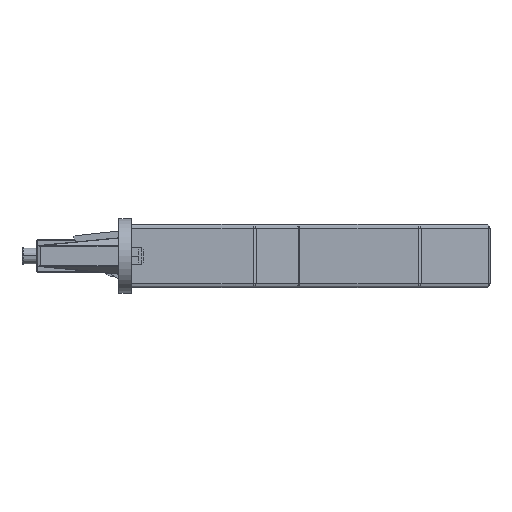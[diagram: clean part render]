
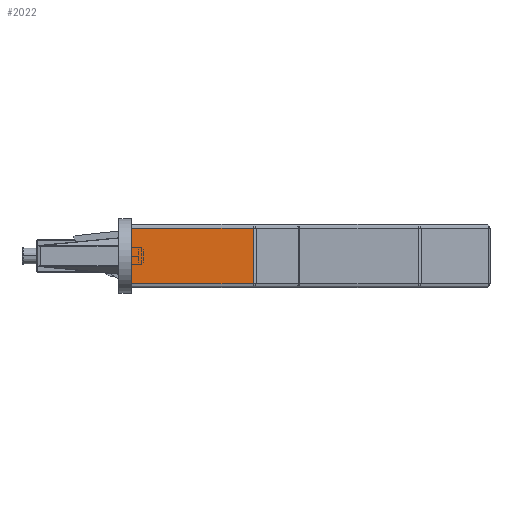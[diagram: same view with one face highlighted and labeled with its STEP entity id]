
A CAD part, front view. The second image highlights one B-rep face of the part: STEP entity #2022.
In plain terms, the highlighted planar face has unit normal (0, -1, 0).
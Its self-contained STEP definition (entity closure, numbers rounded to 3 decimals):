
#301 = DIRECTION ( 'NONE',  ( -1., 0., 0. ) ) ;
#1168 = ORIENTED_EDGE ( 'NONE', *, *, #15386, .T. ) ;
#1326 = CARTESIAN_POINT ( 'NONE',  ( 16.086, -33.75, -2.25 ) ) ;
#1813 = AXIS2_PLACEMENT_3D ( 'NONE', #5001, #17532, #17293 ) ;
#2022 = ADVANCED_FACE ( 'NONE', ( #18940 ), #15653, .F. ) ;
#2224 = DIRECTION ( 'NONE',  ( 1., 0., 0. ) ) ;
#3025 = VERTEX_POINT ( 'NONE', #7883 ) ;
#4511 = ORIENTED_EDGE ( 'NONE', *, *, #11260, .T. ) ;
#5001 = CARTESIAN_POINT ( 'NONE',  ( 27.3, -33.75, 12.25 ) ) ;
#5040 = CARTESIAN_POINT ( 'NONE',  ( -13.5, -33.75, 12.25 ) ) ;
#5484 = VECTOR ( 'NONE', #301, 1000. ) ;
#6048 = CARTESIAN_POINT ( 'NONE',  ( -13.5, -33.75, -2.25 ) ) ;
#6903 = VERTEX_POINT ( 'NONE', #6048 ) ;
#7496 = CARTESIAN_POINT ( 'NONE',  ( -13.5, -33.75, 11.25 ) ) ;
#7883 = CARTESIAN_POINT ( 'NONE',  ( 16.086, -33.75, 11.25 ) ) ;
#8953 = LINE ( 'NONE', #19391, #11157 ) ;
#9344 = CARTESIAN_POINT ( 'NONE',  ( 27.3, -33.75, -2.25 ) ) ;
#9713 = ORIENTED_EDGE ( 'NONE', *, *, #13886, .T. ) ;
#9991 = VERTEX_POINT ( 'NONE', #7496 ) ;
#10768 = VECTOR ( 'NONE', #2224, 1000. ) ;
#11157 = VECTOR ( 'NONE', #22870, 1000. ) ;
#11260 = EDGE_CURVE ( 'NONE', #6903, #20850, #17784, .T. ) ;
#13593 = EDGE_LOOP ( 'NONE', ( #1168, #9713, #16342, #4511 ) ) ;
#13886 = EDGE_CURVE ( 'NONE', #3025, #9991, #21724, .T. ) ;
#15386 = EDGE_CURVE ( 'NONE', #20850, #3025, #8953, .T. ) ;
#15653 = PLANE ( 'NONE',  #1813 ) ;
#16342 = ORIENTED_EDGE ( 'NONE', *, *, #21024, .T. ) ;
#17056 = VECTOR ( 'NONE', #21319, 1000. ) ;
#17293 = DIRECTION ( 'NONE',  ( -1., 0., 0. ) ) ;
#17532 = DIRECTION ( 'NONE',  ( 0., 1., 0. ) ) ;
#17784 = LINE ( 'NONE', #9344, #10768 ) ;
#18940 = FACE_OUTER_BOUND ( 'NONE', #13593, .T. ) ;
#19391 = CARTESIAN_POINT ( 'NONE',  ( 16.086, -33.75, 12.25 ) ) ;
#19558 = LINE ( 'NONE', #5040, #17056 ) ;
#19873 = CARTESIAN_POINT ( 'NONE',  ( 27.3, -33.75, 11.25 ) ) ;
#20850 = VERTEX_POINT ( 'NONE', #1326 ) ;
#21024 = EDGE_CURVE ( 'NONE', #9991, #6903, #19558, .T. ) ;
#21319 = DIRECTION ( 'NONE',  ( 0., 0., -1. ) ) ;
#21724 = LINE ( 'NONE', #19873, #5484 ) ;
#22870 = DIRECTION ( 'NONE',  ( 0., 0., 1. ) ) ;
